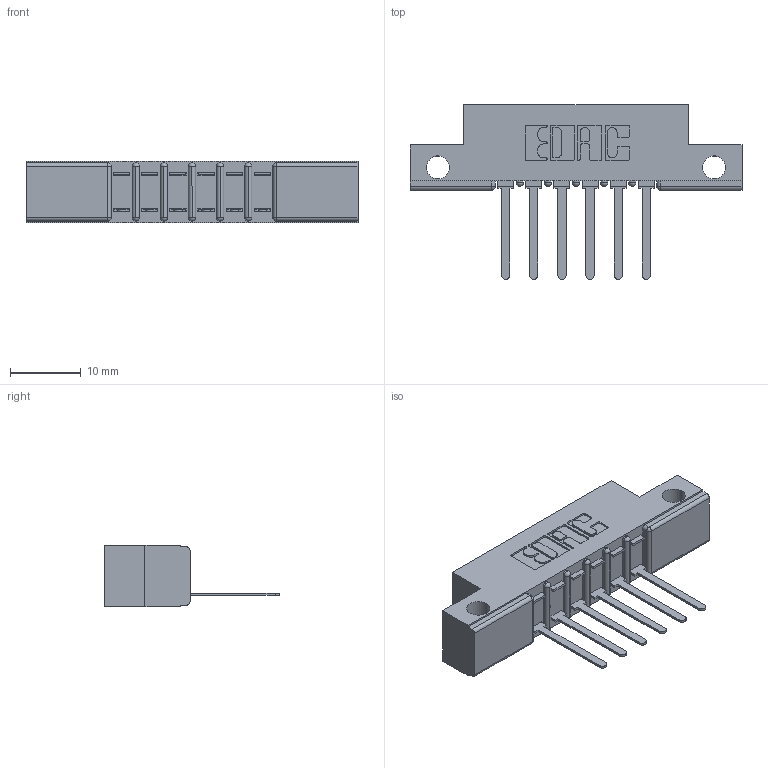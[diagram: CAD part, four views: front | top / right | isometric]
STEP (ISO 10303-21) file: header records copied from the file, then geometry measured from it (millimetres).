
FILE_DESCRIPTION (( 'STEP AP203' ), '1' );
FILE_NAME ('357-006-541-112.STEP', '2018-08-06T23:13:40', ( '' ), ( '' ), 'SwSTEP 2.0', 'SolidWorks 2016', '' );
FILE_SCHEMA (( 'CONFIG_CONTROL_DESIGN' ));
Length unit declared in the file: inch
Products named in the file (3): 307 Part_.128 Dia Side Mounting Holes; 307-290-002_541; 357-006-541-112
Assembly tree (7 placements, depth 2):
  357-006-541-112
    307 Part_.128 Dia Side Mounting Holes
    307-290-002_541  x6
Bounding box: 46.79 x 24.59 x 8.71 mm (x, y, z)
Volume: 3021.4 mm3; surface area: 4570.5 mm2
Topology: 7 solids, 7 shells, 569 faces, 1715 edges, 1122 vertices
Faces by surface type: plane 340, cylinder 215, sphere 14
Entity records: 10302 total; most frequent: CARTESIAN_POINT 1732, ORIENTED_EDGE 1722, DIRECTION 1699, EDGE_CURVE 861, LINE 641, VECTOR 641, VERTEX_POINT 562, AXIS2_PLACEMENT_3D 529
